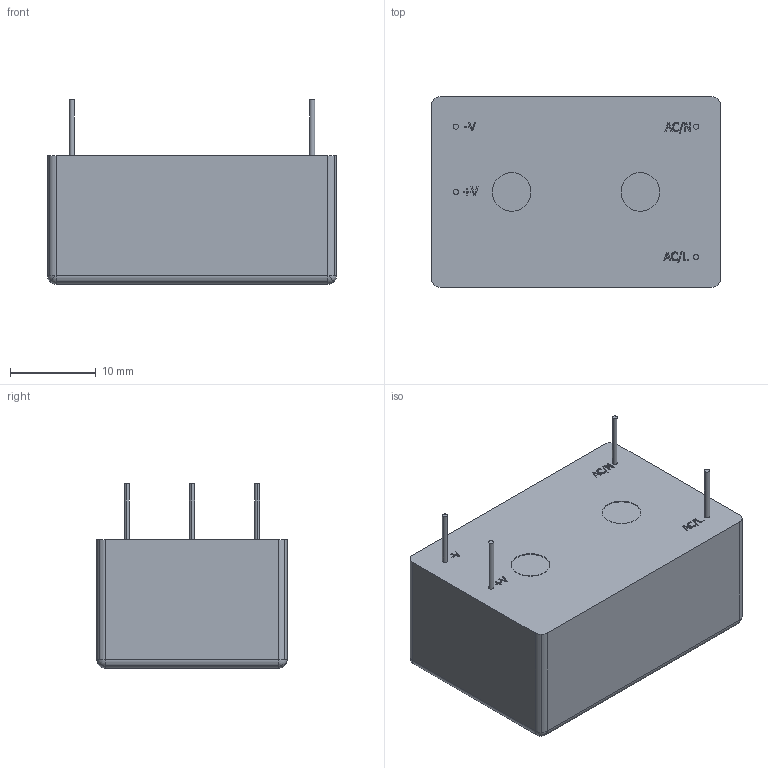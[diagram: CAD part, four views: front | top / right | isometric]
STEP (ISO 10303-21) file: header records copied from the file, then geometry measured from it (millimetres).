
FILE_DESCRIPTION (( 'STEP AP214' ), '1' );
FILE_NAME ('2CA1ACD0-D819-4014-90A6-9E85901934F6.STEP', '2023-11-02T09:28:06', ( '' ), ( '' ), 'SwSTEP 2.0', 'SolidWorks 2022', '' );
FILE_SCHEMA (( 'AUTOMOTIVE_DESIGN' ));
Length unit declared in the file: millimetre
Products named in the file (1): 2CA1ACD0-D819-4014-90A6-9E85901934F6
Bounding box: 33.7 x 22.2 x 21.5 mm (x, y, z)
Volume: 11187.6 mm3; surface area: 3164 mm2
Topology: 1 solids, 1 shells, 251 faces, 646 edges, 424 vertices
Faces by surface type: plane 163, bspline 52, cylinder 28, sphere 8
Entity records: 8220 total; most frequent: CARTESIAN_POINT 1998, ORIENTED_EDGE 1292, DIRECTION 1002, EDGE_CURVE 646, VECTOR 482, LINE 482, VERTEX_POINT 424, EDGE_LOOP 278
